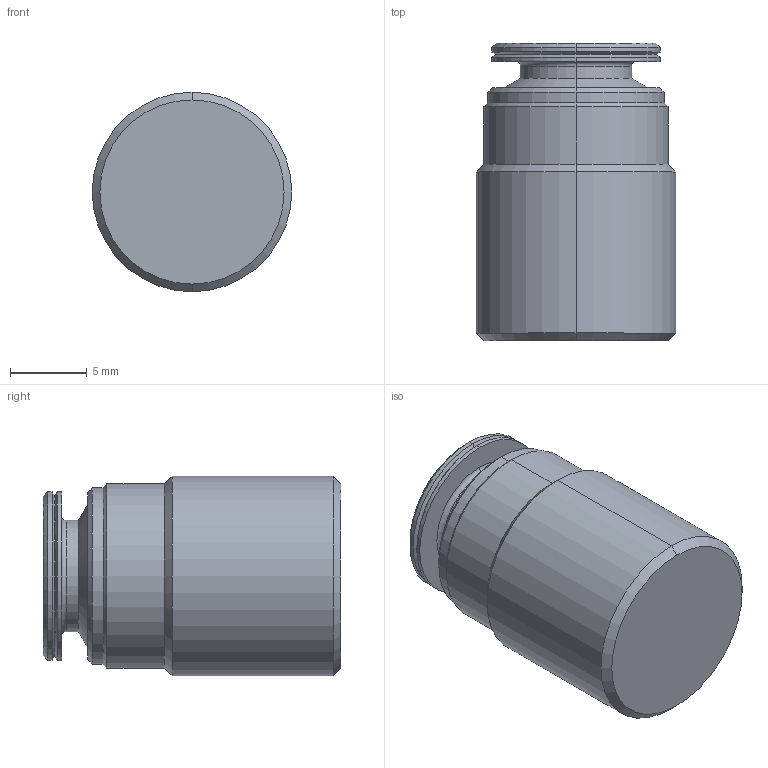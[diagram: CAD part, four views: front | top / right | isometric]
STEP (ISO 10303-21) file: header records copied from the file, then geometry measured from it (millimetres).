
FILE_DESCRIPTION (( 'STEP AP203' ), '1' );
FILE_NAME ('MM300030.STEP', '2010-08-06T08:17:30', ( '' ), ( 'sopra-pneumatic' ), 'SwSTEP 2.0', 'SolidWorks 2009', '' );
FILE_SCHEMA (( 'CONFIG_CONTROL_DESIGN' ));
Length unit declared in the file: millimetre
Products named in the file (1): MM300030
Bounding box: 13 x 19.4 x 13 mm (x, y, z)
Volume: 1693.2 mm3; surface area: 1402.5 mm2
Topology: 1 solids, 1 shells, 47 faces, 96 edges, 53 vertices
Faces by surface type: cone 24, cylinder 16, plane 5, torus 2
Entity records: 1287 total; most frequent: DIRECTION 244, CARTESIAN_POINT 195, ORIENTED_EDGE 188, AXIS2_PLACEMENT_3D 102, EDGE_CURVE 94, CIRCLE 54, VERTEX_POINT 53, EDGE_LOOP 51
